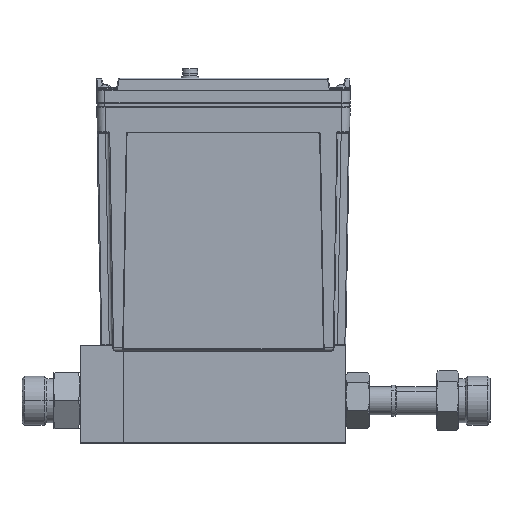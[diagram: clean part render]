
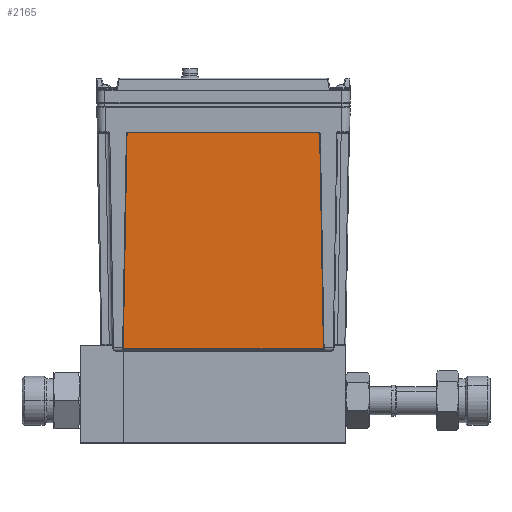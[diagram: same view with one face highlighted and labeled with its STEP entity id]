
A CAD part, top view. The second image highlights one B-rep face of the part: STEP entity #2165.
In plain terms, the highlighted planar face has unit normal (0, -0.018, 1).
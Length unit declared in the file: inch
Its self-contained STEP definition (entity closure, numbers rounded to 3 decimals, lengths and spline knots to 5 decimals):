
#1427 = CARTESIAN_POINT ( 'NONE',  ( 0.77015, 0.80953, 0.96303 ) ) ;
#2165 = ADVANCED_FACE ( 'NONE', ( #7146 ), #23747, .T. ) ;
#2594 = LINE ( 'NONE', #25727, #22672 ) ;
#2703 = EDGE_LOOP ( 'NONE', ( #22460, #22804, #8380, #24637, #28570, #9883, #41012, #22069 ) ) ;
#3754 = VERTEX_POINT ( 'NONE', #36280 ) ;
#4018 = DIRECTION ( 'NONE',  ( 0., -0.017, 1. ) ) ;
#4313 = CARTESIAN_POINT ( 'NONE',  ( -2.74315, 0.80953, 0.96303 ) ) ;
#5668 = AXIS2_PLACEMENT_3D ( 'NONE', #20110, #4018, #24675 ) ;
#6593 = VECTOR ( 'NONE', #30183, 39.37008 ) ;
#6968 = AXIS2_PLACEMENT_3D ( 'NONE', #33642, #12251, #37222 ) ;
#7146 = FACE_OUTER_BOUND ( 'NONE', #2703, .T. ) ;
#8336 = VECTOR ( 'NONE', #25884, 39.37008 ) ;
#8380 = ORIENTED_EDGE ( 'NONE', *, *, #24496, .T. ) ;
#8787 = CARTESIAN_POINT ( 'NONE',  ( 0.7235, 4.63895, 1.02987 ) ) ;
#9310 = EDGE_CURVE ( 'NONE', #41825, #15902, #36669, .T. ) ;
#9883 = ORIENTED_EDGE ( 'NONE', *, *, #45050, .T. ) ;
#10082 = CARTESIAN_POINT ( 'NONE',  ( -2.76314, 0.82988, 0.96339 ) ) ;
#10284 = DIRECTION ( 'NONE',  ( 0., -0.017, 1. ) ) ;
#10478 = VERTEX_POINT ( 'NONE', #25990 ) ;
#12251 = DIRECTION ( 'NONE',  ( 0., -0.017, 1. ) ) ;
#13036 = EDGE_CURVE ( 'NONE', #23261, #29304, #27384, .T. ) ;
#13578 = CARTESIAN_POINT ( 'NONE',  ( -2.74315, 0.82953, 0.96338 ) ) ;
#14033 = EDGE_CURVE ( 'NONE', #26759, #3754, #17124, .T. ) ;
#14950 = CARTESIAN_POINT ( 'NONE',  ( 0.79014, 0.82988, 0.96339 ) ) ;
#15210 = CIRCLE ( 'NONE', #6968, 0.02 ) ;
#15255 = DIRECTION ( 'NONE',  ( 1., 0., 0. ) ) ;
#15902 = VERTEX_POINT ( 'NONE', #14950 ) ;
#15930 = EDGE_CURVE ( 'NONE', #29304, #41825, #2594, .T. ) ;
#16327 = CARTESIAN_POINT ( 'NONE',  ( 0.70385, 4.61895, 1.02953 ) ) ;
#17092 = DIRECTION ( 'NONE',  ( 1., 0., 0. ) ) ;
#17121 = VERTEX_POINT ( 'NONE', #40689 ) ;
#17124 = LINE ( 'NONE', #8787, #6593 ) ;
#18164 = CARTESIAN_POINT ( 'NONE',  ( -2.6965, 4.63895, 1.02987 ) ) ;
#18240 = AXIS2_PLACEMENT_3D ( 'NONE', #31661, #10284, #35253 ) ;
#19907 = DIRECTION ( 'NONE',  ( 1., 0., 0. ) ) ;
#20110 = CARTESIAN_POINT ( 'NONE',  ( -0.9865, 4.63895, 1.02987 ) ) ;
#22069 = ORIENTED_EDGE ( 'NONE', *, *, #13036, .T. ) ;
#22426 = CARTESIAN_POINT ( 'NONE',  ( 0.7905, 0.80953, 0.96303 ) ) ;
#22460 = ORIENTED_EDGE ( 'NONE', *, *, #15930, .T. ) ;
#22672 = VECTOR ( 'NONE', #15255, 39.37008 ) ;
#22804 = ORIENTED_EDGE ( 'NONE', *, *, #9310, .T. ) ;
#23261 = VERTEX_POINT ( 'NONE', #10082 ) ;
#23747 = PLANE ( 'NONE',  #5668 ) ;
#23975 = AXIS2_PLACEMENT_3D ( 'NONE', #16327, #41316, #19907 ) ;
#24496 = EDGE_CURVE ( 'NONE', #15902, #17121, #35697, .T. ) ;
#24637 = ORIENTED_EDGE ( 'NONE', *, *, #44588, .T. ) ;
#24675 = DIRECTION ( 'NONE',  ( 1., 0., 0. ) ) ;
#25727 = CARTESIAN_POINT ( 'NONE',  ( -2.7635, 0.80953, 0.96303 ) ) ;
#25884 = DIRECTION ( 'NONE',  ( -0.017, 1., 0.017 ) ) ;
#25990 = CARTESIAN_POINT ( 'NONE',  ( -2.69684, 4.6193, 1.02953 ) ) ;
#26759 = VERTEX_POINT ( 'NONE', #40353 ) ;
#27127 = CIRCLE ( 'NONE', #23975, 0.02 ) ;
#27384 = CIRCLE ( 'NONE', #30757, 0.02 ) ;
#28570 = ORIENTED_EDGE ( 'NONE', *, *, #14033, .T. ) ;
#29304 = VERTEX_POINT ( 'NONE', #4313 ) ;
#30183 = DIRECTION ( 'NONE',  ( -1., 0., 0. ) ) ;
#30757 = AXIS2_PLACEMENT_3D ( 'NONE', #13578, #38527, #17092 ) ;
#31661 = CARTESIAN_POINT ( 'NONE',  ( 0.77015, 0.82953, 0.96338 ) ) ;
#33642 = CARTESIAN_POINT ( 'NONE',  ( -2.67685, 4.61895, 1.02953 ) ) ;
#35253 = DIRECTION ( 'NONE',  ( 1., 0., 0. ) ) ;
#35697 = LINE ( 'NONE', #22426, #8336 ) ;
#36280 = CARTESIAN_POINT ( 'NONE',  ( -2.67685, 4.63895, 1.02987 ) ) ;
#36669 = CIRCLE ( 'NONE', #18240, 0.02 ) ;
#37222 = DIRECTION ( 'NONE',  ( 1., 0., 0. ) ) ;
#38527 = DIRECTION ( 'NONE',  ( 0., -0.017, 1. ) ) ;
#39738 = DIRECTION ( 'NONE',  ( -0.017, -1., -0.017 ) ) ;
#40353 = CARTESIAN_POINT ( 'NONE',  ( 0.70385, 4.63895, 1.02987 ) ) ;
#40689 = CARTESIAN_POINT ( 'NONE',  ( 0.72384, 4.6193, 1.02953 ) ) ;
#41012 = ORIENTED_EDGE ( 'NONE', *, *, #44873, .T. ) ;
#41316 = DIRECTION ( 'NONE',  ( 0., -0.017, 1. ) ) ;
#41589 = VECTOR ( 'NONE', #39738, 39.37008 ) ;
#41825 = VERTEX_POINT ( 'NONE', #1427 ) ;
#43772 = LINE ( 'NONE', #18164, #41589 ) ;
#44588 = EDGE_CURVE ( 'NONE', #17121, #26759, #27127, .T. ) ;
#44873 = EDGE_CURVE ( 'NONE', #10478, #23261, #43772, .T. ) ;
#45050 = EDGE_CURVE ( 'NONE', #3754, #10478, #15210, .T. ) ;
